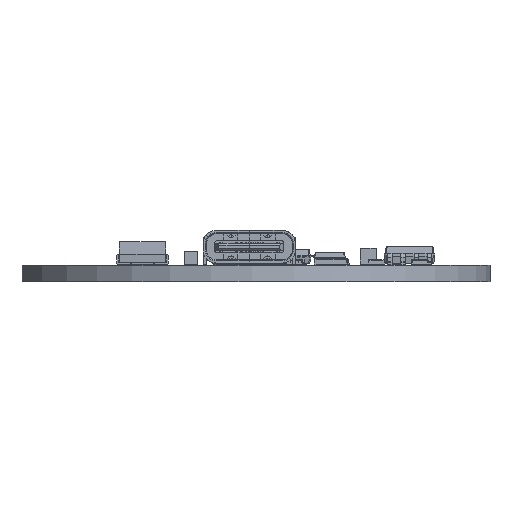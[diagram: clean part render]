
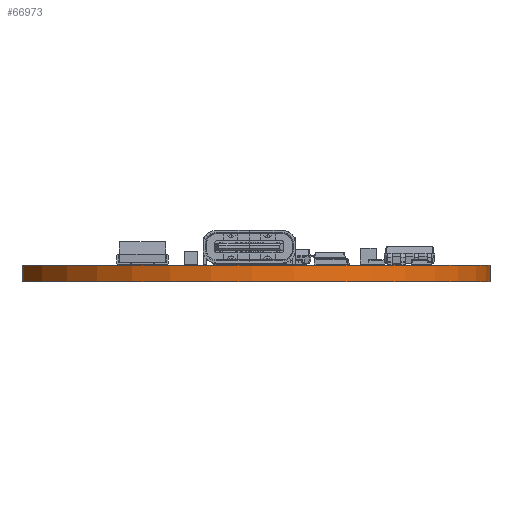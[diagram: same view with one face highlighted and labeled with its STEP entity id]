
A CAD part, front view. The second image highlights one B-rep face of the part: STEP entity #66973.
In plain terms, the highlighted cylindrical face has radius 23.424 mm (diameter 46.847 mm), a partial arc.
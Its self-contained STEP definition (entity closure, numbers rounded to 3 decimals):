
#66973 = ADVANCED_FACE('',(#66974),#67010,.T.);
#66974 = FACE_BOUND('',#66975,.T.);
#66975 = EDGE_LOOP('',(#66976,#66986,#66995,#67003));
#66976 = ORIENTED_EDGE('',*,*,#66977,.T.);
#66977 = EDGE_CURVE('',#66978,#66980,#66982,.T.);
#66978 = VERTEX_POINT('',#66979);
#66979 = CARTESIAN_POINT('',(48.135,-40.327,0.));
#66980 = VERTEX_POINT('',#66981);
#66981 = CARTESIAN_POINT('',(48.135,-40.327,1.6));
#66982 = LINE('',#66983,#66984);
#66983 = CARTESIAN_POINT('',(48.135,-40.327,0.));
#66984 = VECTOR('',#66985,1.);
#66985 = DIRECTION('',(0.,0.,1.));
#66986 = ORIENTED_EDGE('',*,*,#66987,.T.);
#66987 = EDGE_CURVE('',#66980,#66988,#66990,.T.);
#66988 = VERTEX_POINT('',#66989);
#66989 = CARTESIAN_POINT('',(48.127,-57.702,1.6));
#66990 = CIRCLE('',#66991,23.423);
#66991 = AXIS2_PLACEMENT_3D('',#66992,#66993,#66994);
#66992 = CARTESIAN_POINT('',(69.884,-49.025,1.6));
#66993 = DIRECTION('',(0.,0.,-1.));
#66994 = DIRECTION('',(-0.928,0.371,-0.));
#66995 = ORIENTED_EDGE('',*,*,#66996,.F.);
#66996 = EDGE_CURVE('',#66997,#66988,#66999,.T.);
#66997 = VERTEX_POINT('',#66998);
#66998 = CARTESIAN_POINT('',(48.127,-57.702,0.));
#66999 = LINE('',#67000,#67001);
#67000 = CARTESIAN_POINT('',(48.127,-57.702,0.));
#67001 = VECTOR('',#67002,1.);
#67002 = DIRECTION('',(0.,0.,1.));
#67003 = ORIENTED_EDGE('',*,*,#67004,.F.);
#67004 = EDGE_CURVE('',#66978,#66997,#67005,.T.);
#67005 = CIRCLE('',#67006,23.423);
#67006 = AXIS2_PLACEMENT_3D('',#67007,#67008,#67009);
#67007 = CARTESIAN_POINT('',(69.884,-49.025,0.));
#67008 = DIRECTION('',(0.,0.,-1.));
#67009 = DIRECTION('',(-0.928,0.371,-0.));
#67010 = CYLINDRICAL_SURFACE('',#67011,23.423);
#67011 = AXIS2_PLACEMENT_3D('',#67012,#67013,#67014);
#67012 = CARTESIAN_POINT('',(69.884,-49.025,0.));
#67013 = DIRECTION('',(0.,0.,-1.));
#67014 = DIRECTION('',(-0.928,0.371,-0.));
